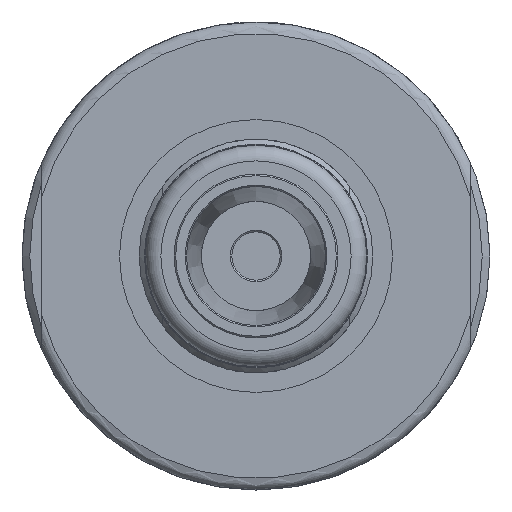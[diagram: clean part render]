
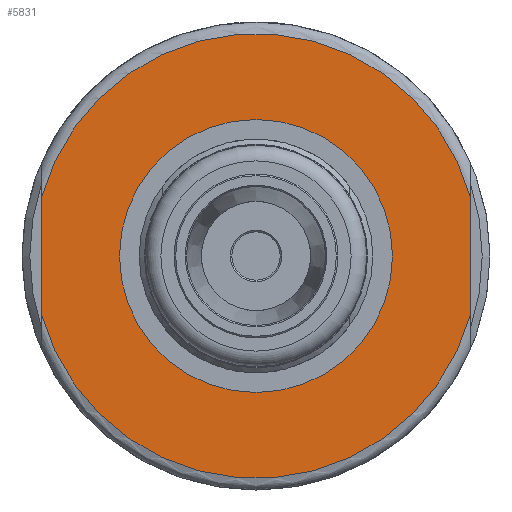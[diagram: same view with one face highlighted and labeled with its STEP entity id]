
A CAD part, left-side view. The second image highlights one B-rep face of the part: STEP entity #5831.
In plain terms, the highlighted planar face has unit normal (-1, 0, 0).
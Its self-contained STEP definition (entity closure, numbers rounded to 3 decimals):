
#493=LINE('',#10933,#861);
#497=LINE('',#10982,#865);
#861=VECTOR('',#7739,14.967);
#865=VECTOR('',#7749,14.967);
#1174=PLANE('',#6395);
#1325=FACE_BOUND('',#2111,.T.);
#1326=FACE_BOUND('',#2112,.T.);
#2111=EDGE_LOOP('',(#4860));
#2112=EDGE_LOOP('',(#4861,#4862,#4863,#4864));
#2384=CIRCLE('',#6396,17.5);
#2385=CIRCLE('',#6397,28.5);
#2386=CIRCLE('',#6398,28.5);
#2839=VERTEX_POINT('',#10917);
#2840=VERTEX_POINT('',#10932);
#2847=VERTEX_POINT('',#10966);
#2848=VERTEX_POINT('',#10981);
#2850=VERTEX_POINT('',#11012);
#3524=EDGE_CURVE('',#2840,#2839,#493,.T.);
#3533=EDGE_CURVE('',#2848,#2847,#497,.T.);
#3543=EDGE_CURVE('',#2850,#2850,#2384,.T.);
#3544=EDGE_CURVE('',#2848,#2839,#2385,.T.);
#3545=EDGE_CURVE('',#2840,#2847,#2386,.T.);
#4860=ORIENTED_EDGE('',*,*,#3543,.T.);
#4861=ORIENTED_EDGE('',*,*,#3524,.T.);
#4862=ORIENTED_EDGE('',*,*,#3544,.F.);
#4863=ORIENTED_EDGE('',*,*,#3533,.T.);
#4864=ORIENTED_EDGE('',*,*,#3545,.F.);
#5831=ADVANCED_FACE('',(#1325,#1326),#1174,.T.);
#6395=AXIS2_PLACEMENT_3D('',#11011,#7775,#7776);
#6396=AXIS2_PLACEMENT_3D('',#11013,#7777,#7778);
#6397=AXIS2_PLACEMENT_3D('',#11014,#7779,#7780);
#6398=AXIS2_PLACEMENT_3D('',#11015,#7781,#7782);
#7739=DIRECTION('',(0.,0.,-1.));
#7749=DIRECTION('',(0.,0.,1.));
#7775=DIRECTION('center_axis',(-1.,0.,0.));
#7776=DIRECTION('ref_axis',(0.,1.,0.));
#7777=DIRECTION('center_axis',(1.,0.,0.));
#7778=DIRECTION('ref_axis',(0.,0.,
-1.));
#7779=DIRECTION('center_axis',(1.,0.,0.));
#7780=DIRECTION('ref_axis',(0.,0.,
-1.));
#7781=DIRECTION('center_axis',(1.,0.,0.));
#7782=DIRECTION('ref_axis',(0.,0.,
-1.));
#10917=CARTESIAN_POINT('',(-96.,27.5,-7.483));
#10932=CARTESIAN_POINT('',(-96.,27.5,7.483));
#10933=CARTESIAN_POINT('',(-96.,27.5,-24.063));
#10966=CARTESIAN_POINT('',(-96.,-27.5,7.483));
#10981=CARTESIAN_POINT('',(-96.,-27.5,-7.483));
#10982=CARTESIAN_POINT('',(-96.,-27.5,1.553));
#11011=CARTESIAN_POINT('Origin',(-96.,0.,
-23.));
#11012=CARTESIAN_POINT('',(-96.,0.,-17.5));
#11013=CARTESIAN_POINT('Origin',(-96.,0.,
0.));
#11014=CARTESIAN_POINT('Origin',(-96.,0.,
0.));
#11015=CARTESIAN_POINT('Origin',(-96.,0.,
0.));
